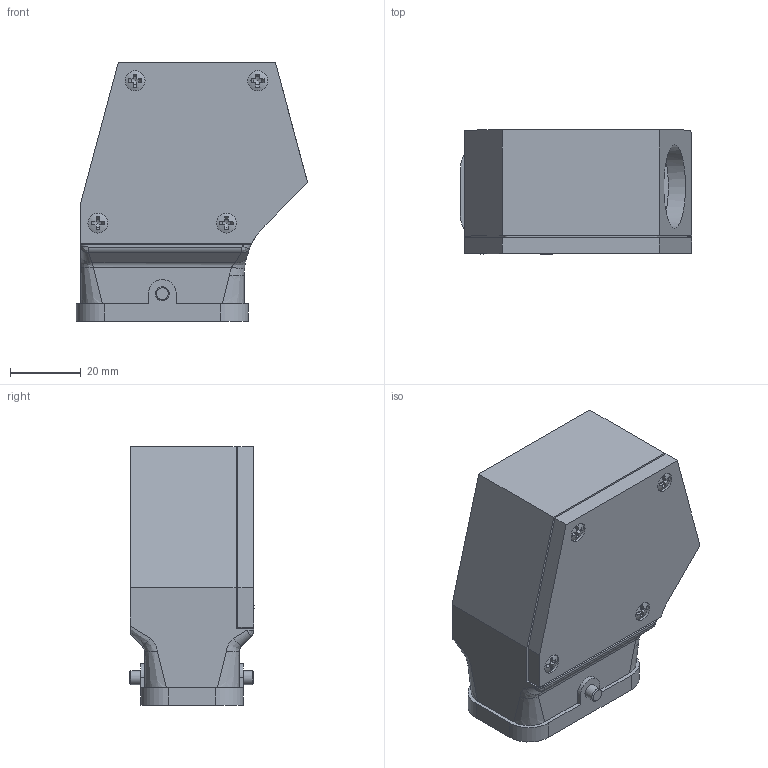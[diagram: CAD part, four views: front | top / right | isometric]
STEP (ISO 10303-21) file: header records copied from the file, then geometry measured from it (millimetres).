
FILE_DESCRIPTION(/* description */ (''),/* implementation_level */ '2;1');
FILE_NAME(/* name */ '100183505ugm000_b.stp',/* time_stamp */ '2019-10-28T13:22:48+01:00',/* author */ (''),/* organization */ (''),/* preprocessor_version */ 'ST-DEVELOPER v16.7',/* originating_system */ 'SIEMENS PLM Software NX 12.0',/* authorisation */ '');
FILE_SCHEMA (('AUTOMOTIVE_DESIGN { 1 0 10303 214 3 1 1 1 }'));
Length unit declared in the file: millimetre
Products named in the file (1): 100183505ugm000_b
Bounding box: 65.22 x 35.05 x 73 mm (x, y, z)
Volume: 47661 mm3; surface area: 31779.6 mm2
Topology: 2 solids, 2 shells, 745 faces, 2077 edges, 1374 vertices
Faces by surface type: plane 504, cylinder 161, cone 38, bspline 33, torus 9
Full cylindrical faces by diameter (mm): 1.507 x1, 1.972 x1, 2.6 x4, 3 x4, 3.111 x1, 3.2 x8, 3.5 x1, 3.95 x2, 4 x4, 5.6 x4, 8.5 x1, 10 x1, 23.6 x1
Entity records: 39065 total; most frequent: CARTESIAN_POINT 15380, ORIENTED_EDGE 3932, DIRECTION 3578, EDGE_CURVE 1966, LINE 1344, VECTOR 1344, VERTEX_POINT 1338, AXIS2_PLACEMENT_3D 1117
